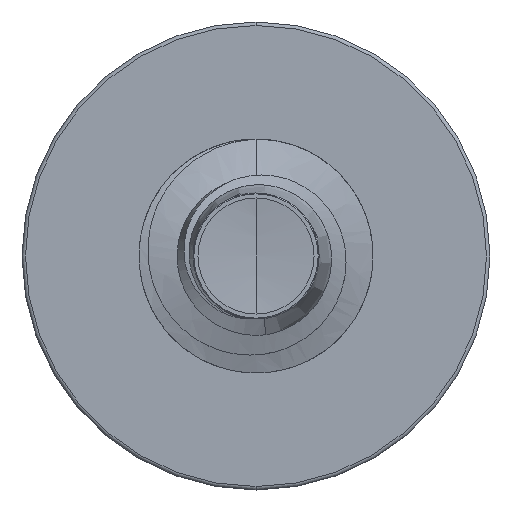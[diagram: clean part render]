
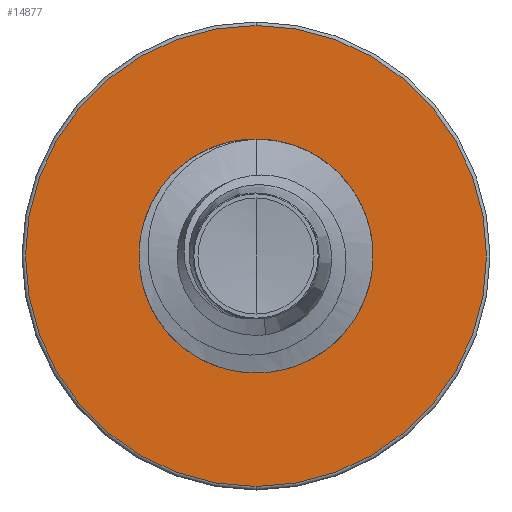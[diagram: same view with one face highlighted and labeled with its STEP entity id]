
A CAD part, front view. The second image highlights one B-rep face of the part: STEP entity #14877.
In plain terms, the highlighted planar face has unit normal (0, -1, 0).
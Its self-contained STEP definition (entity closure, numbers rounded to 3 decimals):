
#818 = VERTEX_POINT ( 'NONE', #6182 ) ;
#1499 = DIRECTION ( 'NONE',  ( 0., 1., 0. ) ) ;
#1542 = EDGE_LOOP ( 'NONE', ( #10275, #14750 ) ) ;
#1847 = DIRECTION ( 'NONE',  ( 0., 1., 0. ) ) ;
#1871 = CARTESIAN_POINT ( 'NONE',  ( 0., 11., 0. ) ) ;
#1962 = AXIS2_PLACEMENT_3D ( 'NONE', #13236, #1499, #11628 ) ;
#2190 = ORIENTED_EDGE ( 'NONE', *, *, #7197, .F. ) ;
#2234 = EDGE_LOOP ( 'NONE', ( #14535, #2190 ) ) ;
#2264 = FACE_OUTER_BOUND ( 'NONE', #2234, .T. ) ;
#2608 = AXIS2_PLACEMENT_3D ( 'NONE', #6513, #6489, #6472 ) ;
#3481 = DIRECTION ( 'NONE',  ( 0., 0., 1. ) ) ;
#3698 = CARTESIAN_POINT ( 'NONE',  ( 0., 11., 0. ) ) ;
#3797 = DIRECTION ( 'NONE',  ( 0., 1., 0. ) ) ;
#5641 = CIRCLE ( 'NONE', #2608, 4.925 ) ;
#5940 = DIRECTION ( 'NONE',  ( 0., 0., 1. ) ) ;
#5998 = CARTESIAN_POINT ( 'NONE',  ( 0., 11., -4.925 ) ) ;
#6182 = CARTESIAN_POINT ( 'NONE',  ( 0., 11., -2.415 ) ) ;
#6385 = DIRECTION ( 'NONE',  ( 0., 0., 1. ) ) ;
#6429 = DIRECTION ( 'NONE',  ( 0., 1., 0. ) ) ;
#6472 = DIRECTION ( 'NONE',  ( 0., 0., 1. ) ) ;
#6489 = DIRECTION ( 'NONE',  ( 0., 1., 0. ) ) ;
#6512 = CARTESIAN_POINT ( 'NONE',  ( 0., 11., 0. ) ) ;
#6513 = CARTESIAN_POINT ( 'NONE',  ( 0., 11., 0. ) ) ;
#6608 = CIRCLE ( 'NONE', #13215, 4.925 ) ;
#6866 = CIRCLE ( 'NONE', #12837, 2.415 ) ;
#7197 = EDGE_CURVE ( 'NONE', #15228, #13696, #5641, .T. ) ;
#8153 = EDGE_CURVE ( 'NONE', #12596, #818, #12611, .T. ) ;
#9955 = FACE_BOUND ( 'NONE', #1542, .T. ) ;
#10275 = ORIENTED_EDGE ( 'NONE', *, *, #8153, .T. ) ;
#10629 = PLANE ( 'NONE',  #1962 ) ;
#11139 = EDGE_CURVE ( 'NONE', #13696, #15228, #6608, .T. ) ;
#11628 = DIRECTION ( 'NONE',  ( 0., 0., 1. ) ) ;
#11850 = EDGE_CURVE ( 'NONE', #818, #12596, #6866, .T. ) ;
#12272 = AXIS2_PLACEMENT_3D ( 'NONE', #1871, #1847, #5940 ) ;
#12596 = VERTEX_POINT ( 'NONE', #13443 ) ;
#12611 = CIRCLE ( 'NONE', #12272, 2.415 ) ;
#12837 = AXIS2_PLACEMENT_3D ( 'NONE', #3698, #3797, #3481 ) ;
#13215 = AXIS2_PLACEMENT_3D ( 'NONE', #6512, #6429, #6385 ) ;
#13236 = CARTESIAN_POINT ( 'NONE',  ( 0., 11., -2.415 ) ) ;
#13443 = CARTESIAN_POINT ( 'NONE',  ( 0., 11., 2.415 ) ) ;
#13696 = VERTEX_POINT ( 'NONE', #15058 ) ;
#14535 = ORIENTED_EDGE ( 'NONE', *, *, #11139, .F. ) ;
#14750 = ORIENTED_EDGE ( 'NONE', *, *, #11850, .T. ) ;
#14877 = ADVANCED_FACE ( 'NONE', ( #2264, #9955 ), #10629, .F. ) ;
#15058 = CARTESIAN_POINT ( 'NONE',  ( 0., 11., 4.925 ) ) ;
#15228 = VERTEX_POINT ( 'NONE', #5998 ) ;
